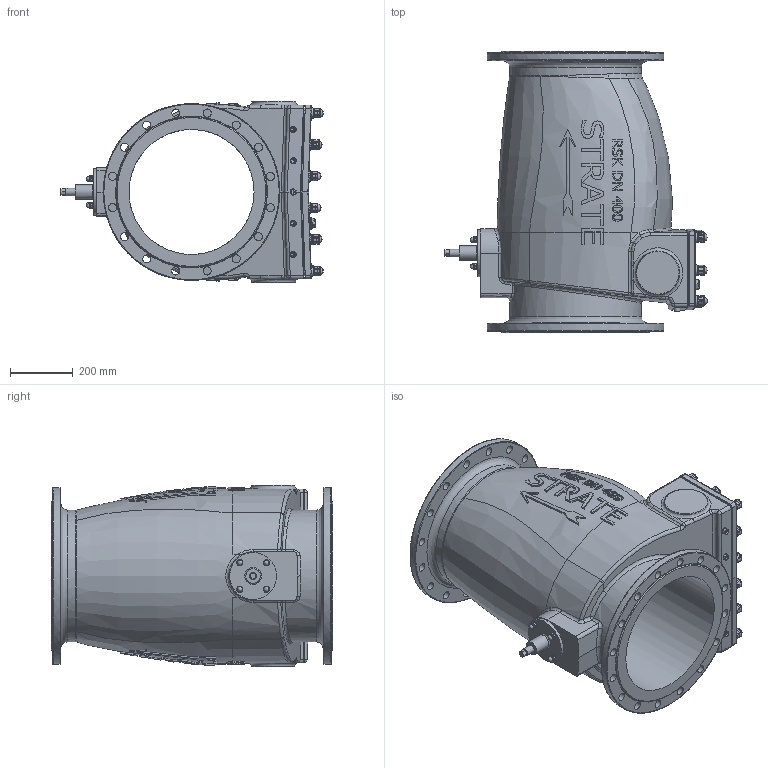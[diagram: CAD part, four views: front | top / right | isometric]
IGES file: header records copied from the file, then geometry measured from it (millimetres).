
Global section: file name: RSK DN 400 U1; native system: Autodesk Inventor 2018; preprocessor: unknown; author: aunrein; date: 20200211.083924; units: millimetre
Bounding box: 840.25 x 900 x 580 mm (x, y, z)
Volume: 95169551.8 mm3; surface area: 4590419.3 mm2
Topology: 90 solids, 93 shells, 2297 faces, 5801 edges, 3817 vertices
Faces by surface type: bspline 2297
